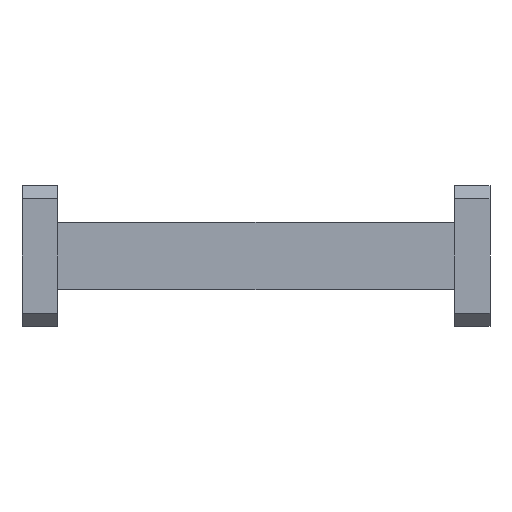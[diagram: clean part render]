
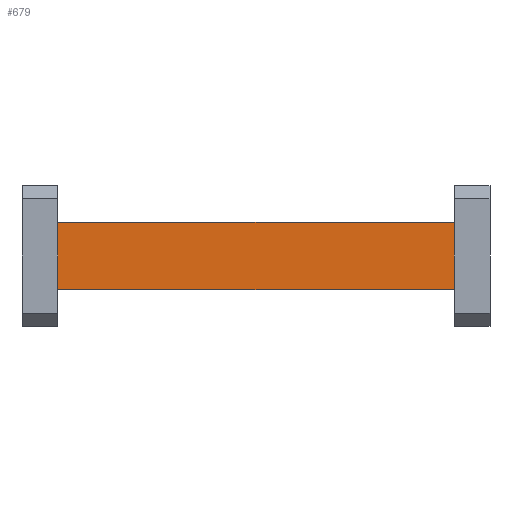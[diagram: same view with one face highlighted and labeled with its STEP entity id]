
A CAD part, front view. The second image highlights one B-rep face of the part: STEP entity #679.
In plain terms, the highlighted planar face has unit normal (0, -1, 0).
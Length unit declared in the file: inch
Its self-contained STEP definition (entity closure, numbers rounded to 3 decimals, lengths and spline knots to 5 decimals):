
#5 = CARTESIAN_POINT ( 'NONE',  ( 0.19, -0.11, -0.18 ) ) ;
#102 = FACE_OUTER_BOUND ( 'NONE', #273, .T. ) ;
#132 = LINE ( 'NONE', #252, #1593 ) ;
#236 = DIRECTION ( 'NONE',  ( 0., 0., -1. ) ) ;
#252 = CARTESIAN_POINT ( 'NONE',  ( 2.31, -0.11, -0.18 ) ) ;
#260 = CARTESIAN_POINT ( 'NONE',  ( 2.31, -0.11, -0.18 ) ) ;
#273 = EDGE_LOOP ( 'NONE', ( #955, #549, #1006, #896 ) ) ;
#340 = DIRECTION ( 'NONE',  ( -1., 0., 0. ) ) ;
#549 = ORIENTED_EDGE ( 'NONE', *, *, #899, .F. ) ;
#612 = CARTESIAN_POINT ( 'NONE',  ( 0.19, -0.11, 0.18 ) ) ;
#631 = VERTEX_POINT ( 'NONE', #704 ) ;
#645 = LINE ( 'NONE', #5, #1300 ) ;
#659 = VECTOR ( 'NONE', #340, 39.37008 ) ;
#679 = ADVANCED_FACE ( 'NONE', ( #102 ), #1149, .F. ) ;
#704 = CARTESIAN_POINT ( 'NONE',  ( 0.19, -0.11, -0.18 ) ) ;
#791 = CARTESIAN_POINT ( 'NONE',  ( 2.31, -0.11, -0.18 ) ) ;
#798 = VERTEX_POINT ( 'NONE', #1359 ) ;
#896 = ORIENTED_EDGE ( 'NONE', *, *, #1419, .T. ) ;
#898 = VERTEX_POINT ( 'NONE', #612 ) ;
#899 = EDGE_CURVE ( 'NONE', #1474, #631, #132, .T. ) ;
#930 = AXIS2_PLACEMENT_3D ( 'NONE', #260, #1628, #1278 ) ;
#955 = ORIENTED_EDGE ( 'NONE', *, *, #1542, .T. ) ;
#1000 = CARTESIAN_POINT ( 'NONE',  ( 2.31, -0.11, -0.18 ) ) ;
#1006 = ORIENTED_EDGE ( 'NONE', *, *, #1563, .F. ) ;
#1016 = LINE ( 'NONE', #791, #1243 ) ;
#1139 = DIRECTION ( 'NONE',  ( -1., 0., 0. ) ) ;
#1149 = PLANE ( 'NONE',  #930 ) ;
#1243 = VECTOR ( 'NONE', #1284, 39.37008 ) ;
#1278 = DIRECTION ( 'NONE',  ( 0., 0., 1. ) ) ;
#1284 = DIRECTION ( 'NONE',  ( 0., 0., -1. ) ) ;
#1300 = VECTOR ( 'NONE', #236, 39.37008 ) ;
#1359 = CARTESIAN_POINT ( 'NONE',  ( 2.31, -0.11, 0.18 ) ) ;
#1419 = EDGE_CURVE ( 'NONE', #798, #898, #1492, .T. ) ;
#1458 = CARTESIAN_POINT ( 'NONE',  ( 2.31, -0.11, 0.18 ) ) ;
#1474 = VERTEX_POINT ( 'NONE', #1000 ) ;
#1492 = LINE ( 'NONE', #1458, #659 ) ;
#1542 = EDGE_CURVE ( 'NONE', #898, #631, #645, .T. ) ;
#1563 = EDGE_CURVE ( 'NONE', #798, #1474, #1016, .T. ) ;
#1593 = VECTOR ( 'NONE', #1139, 39.37008 ) ;
#1628 = DIRECTION ( 'NONE',  ( 0., 1., 0. ) ) ;
